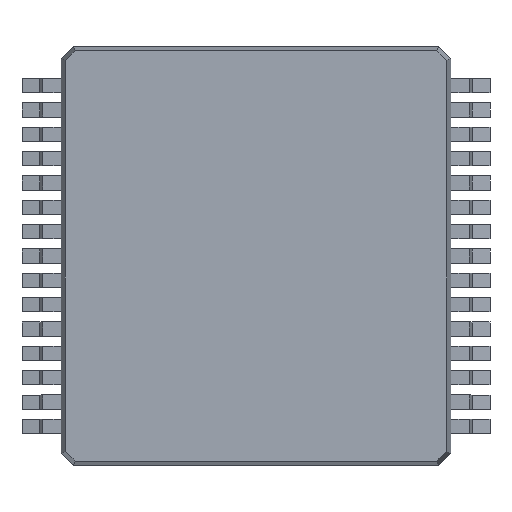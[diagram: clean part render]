
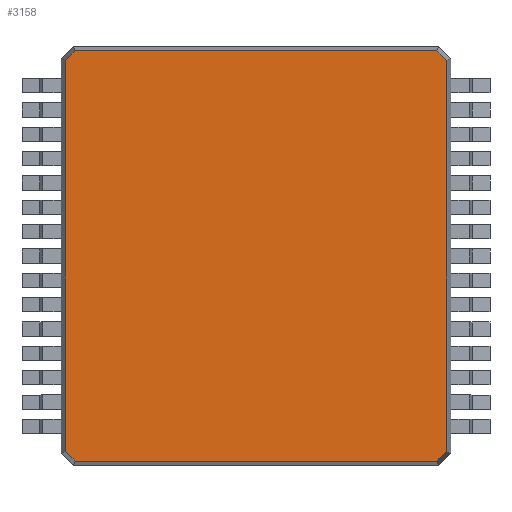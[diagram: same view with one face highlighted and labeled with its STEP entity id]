
A CAD part, top view. The second image highlights one B-rep face of the part: STEP entity #3158.
In plain terms, the highlighted planar face has unit normal (0, 0, 1).
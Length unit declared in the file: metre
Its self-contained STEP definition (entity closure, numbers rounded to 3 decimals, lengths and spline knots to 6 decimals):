
#1990 = EDGE_CURVE( '', #4273, #4112, #4820, .T. );
#2076 = EDGE_CURVE( '', #4112, #4944, #4945, .T. );
#2514 = EDGE_CURVE( '', #4944, #5519, #5520, .T. );
#2538 = EDGE_CURVE( '', #3639, #5298, #5549, .T. );
#2708 = EDGE_CURVE( '', #5298, #5756, #5757, .T. );
#3010 = EDGE_CURVE( '', #5756, #4273, #6117, .T. );
#3032 = EDGE_CURVE( '', #3849, #3639, #6144, .T. );
#3158 = ADVANCED_FACE( '', ( #6292 ), #6293, .F. );
#3496 = EDGE_CURVE( '', #5519, #3849, #6674, .T. );
#3639 = VERTEX_POINT( '', #6857 );
#3849 = VERTEX_POINT( '', #7149 );
#4112 = VERTEX_POINT( '', #7530 );
#4273 = VERTEX_POINT( '', #7757 );
#4820 = LINE( '', #8552, #8553 );
#4944 = VERTEX_POINT( '', #8740 );
#4945 = LINE( '', #8741, #8742 );
#5298 = VERTEX_POINT( '', #9286 );
#5519 = VERTEX_POINT( '', #9629 );
#5520 = LINE( '', #9630, #9631 );
#5549 = LINE( '', #9679, #9680 );
#5756 = VERTEX_POINT( '', #10006 );
#5757 = LINE( '', #10007, #10008 );
#6117 = LINE( '', #10589, #10590 );
#6144 = LINE( '', #10632, #10633 );
#6292 = FACE_OUTER_BOUND( '', #10869, .T. );
#6293 = PLANE( '', #10870 );
#6674 = LINE( '', #11504, #11505 );
#6857 = CARTESIAN_POINT( '', ( 0.007811, 0.008032, 0.002335 ) );
#7149 = CARTESIAN_POINT( '', ( 0.007411, 0.008432, 0.002335 ) );
#7530 = CARTESIAN_POINT( '', ( -0.007849, -0.008028, 0.002335 ) );
#7757 = CARTESIAN_POINT( '', ( -0.007448, -0.008428, 0.002335 ) );
#8552 = CARTESIAN_POINT( '', ( -0.007398, -0.008478, 0.002335 ) );
#8553 = VECTOR( '', #12877, 1. );
#8740 = CARTESIAN_POINT( '', ( -0.007849, 0.008032, 0.002335 ) );
#8741 = CARTESIAN_POINT( '', ( -0.007849, -0.008098, 0.002335 ) );
#8742 = VECTOR( '', #13005, 1. );
#9286 = CARTESIAN_POINT( '', ( 0.007811, -0.008028, 0.002335 ) );
#9629 = CARTESIAN_POINT( '', ( -0.007448, 0.008432, 0.002335 ) );
#9630 = CARTESIAN_POINT( '', ( -0.007898, 0.007982, 0.002335 ) );
#9631 = VECTOR( '', #13786, 1. );
#9679 = CARTESIAN_POINT( '', ( 0.007811, 0.008102, 0.002335 ) );
#9680 = VECTOR( '', #13812, 1. );
#10006 = CARTESIAN_POINT( '', ( 0.007411, -0.008428, 0.002335 ) );
#10007 = CARTESIAN_POINT( '', ( 0.007861, -0.007978, 0.002335 ) );
#10008 = VECTOR( '', #14088, 1. );
#10589 = CARTESIAN_POINT( '', ( 0.007481, -0.008428, 0.002335 ) );
#10590 = VECTOR( '', #14585, 1. );
#10632 = CARTESIAN_POINT( '', ( 0.007361, 0.008482, 0.002335 ) );
#10633 = VECTOR( '', #14617, 1. );
#10869 = EDGE_LOOP( '', ( #14823, #14824, #14825, #14826, #14827, #14828, #14829, #14830 ) );
#10870 = AXIS2_PLACEMENT_3D( '', #14831, #14832, #14833 );
#11504 = CARTESIAN_POINT( '', ( -0.000019, 0.008432, 0.002335 ) );
#11505 = VECTOR( '', #15328, 1. );
#12877 = DIRECTION( '', ( -0.707, 0.707, 0. ) );
#13005 = DIRECTION( '', ( 0., 1., 0. ) );
#13786 = DIRECTION( '', ( 0.707, 0.707, 0. ) );
#13812 = DIRECTION( '', ( 0., -1., 0. ) );
#14088 = DIRECTION( '', ( -0.707, -0.707, 0. ) );
#14585 = DIRECTION( '', ( -1., 0., 0. ) );
#14617 = DIRECTION( '', ( 0.707, -0.707, 0. ) );
#14823 = ORIENTED_EDGE( '', *, *, #2076, .F. );
#14824 = ORIENTED_EDGE( '', *, *, #1990, .F. );
#14825 = ORIENTED_EDGE( '', *, *, #3010, .F. );
#14826 = ORIENTED_EDGE( '', *, *, #2708, .F. );
#14827 = ORIENTED_EDGE( '', *, *, #2538, .F. );
#14828 = ORIENTED_EDGE( '', *, *, #3032, .F. );
#14829 = ORIENTED_EDGE( '', *, *, #3496, .F. );
#14830 = ORIENTED_EDGE( '', *, *, #2514, .F. );
#14831 = CARTESIAN_POINT( '', ( -0.000019, 0.000002, 0.002335 ) );
#14832 = DIRECTION( '', ( 0., 0., -1. ) );
#14833 = DIRECTION( '', ( 0., -1., 0. ) );
#15328 = DIRECTION( '', ( 1., 0., 0. ) );
